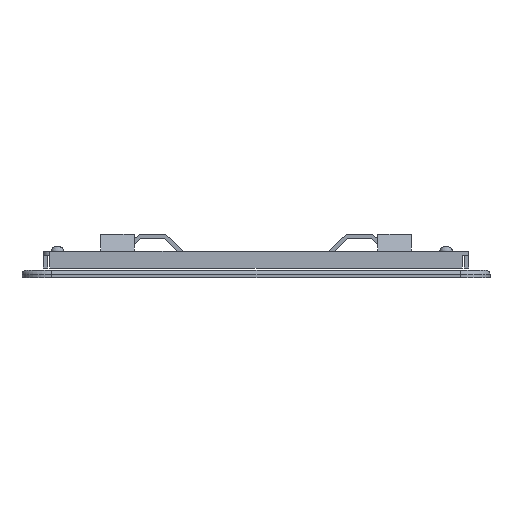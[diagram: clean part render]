
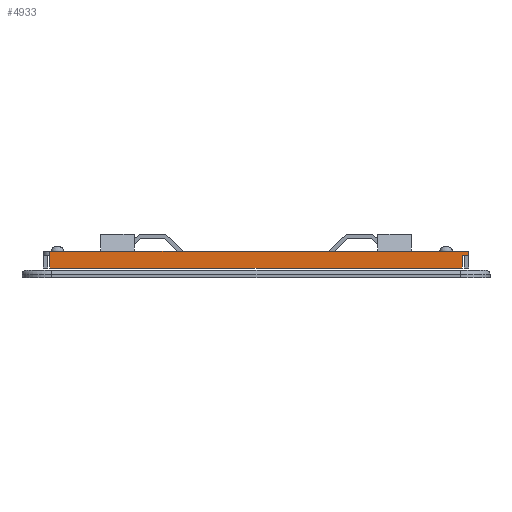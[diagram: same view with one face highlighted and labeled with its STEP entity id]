
A CAD part, left-side view. The second image highlights one B-rep face of the part: STEP entity #4933.
In plain terms, the highlighted planar face has unit normal (-1, 0, 0).
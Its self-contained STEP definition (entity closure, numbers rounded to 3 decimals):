
#1939 = PLANE('',#1940);
#1940 = AXIS2_PLACEMENT_3D('',#1941,#1942,#1943);
#1941 = CARTESIAN_POINT('',(0.,-0.127,1.));
#1942 = DIRECTION('',(-0.,-0.,-1.));
#1943 = DIRECTION('',(-1.,0.,0.));
#2175 = VERTEX_POINT('',#2176);
#2176 = CARTESIAN_POINT('',(-83.1,-50.3,1.));
#2190 = PLANE('',#2191);
#2191 = AXIS2_PLACEMENT_3D('',#2192,#2193,#2194);
#2192 = CARTESIAN_POINT('',(0.,-50.3,-0.974));
#2193 = DIRECTION('',(0.,-1.,0.));
#2194 = DIRECTION('',(0.,0.,-1.));
#2202 = EDGE_CURVE('',#2175,#2203,#2205,.T.);
#2203 = VERTEX_POINT('',#2204);
#2204 = CARTESIAN_POINT('',(-83.1,48.8,1.));
#2205 = SURFACE_CURVE('',#2206,(#2210,#2217),.PCURVE_S1.);
#2206 = LINE('',#2207,#2208);
#2207 = CARTESIAN_POINT('',(-83.1,-50.3,1.));
#2208 = VECTOR('',#2209,1.);
#2209 = DIRECTION('',(0.,1.,0.));
#2210 = PCURVE('',#1939,#2211);
#2211 = DEFINITIONAL_REPRESENTATION('',(#2212),#2216);
#2212 = LINE('',#2213,#2214);
#2213 = CARTESIAN_POINT('',(83.1,-50.173));
#2214 = VECTOR('',#2215,1.);
#2215 = DIRECTION('',(0.,1.));
#2216 = ( GEOMETRIC_REPRESENTATION_CONTEXT(2) 
PARAMETRIC_REPRESENTATION_CONTEXT() REPRESENTATION_CONTEXT('2D SPACE',''
  ) );
#2217 = PCURVE('',#2218,#2223);
#2218 = PLANE('',#2219);
#2219 = AXIS2_PLACEMENT_3D('',#2220,#2221,#2222);
#2220 = CARTESIAN_POINT('',(-83.1,-0.728,-0.978));
#2221 = DIRECTION('',(-1.,0.,0.));
#2222 = DIRECTION('',(0.,0.,-1.));
#2223 = DEFINITIONAL_REPRESENTATION('',(#2224),#2228);
#2224 = LINE('',#2225,#2226);
#2225 = CARTESIAN_POINT('',(-1.978,49.572));
#2226 = VECTOR('',#2227,1.);
#2227 = DIRECTION('',(0.,-1.));
#2228 = ( GEOMETRIC_REPRESENTATION_CONTEXT(2) 
PARAMETRIC_REPRESENTATION_CONTEXT() REPRESENTATION_CONTEXT('2D SPACE',''
  ) );
#2251 = CYLINDRICAL_SURFACE('',#2252,1.5);
#2252 = AXIS2_PLACEMENT_3D('',#2253,#2254,#2255);
#2253 = CARTESIAN_POINT('',(-81.6,48.8,0.));
#2254 = DIRECTION('',(-0.,-0.,-1.));
#2255 = DIRECTION('',(1.,0.,0.));
#4520 = PLANE('',#4521);
#4521 = AXIS2_PLACEMENT_3D('',#4522,#4523,#4524);
#4522 = CARTESIAN_POINT('',(0.,-0.127,0.));
#4523 = DIRECTION('',(-0.,-0.,-1.));
#4524 = DIRECTION('',(-1.,0.,0.));
#4673 = EDGE_CURVE('',#4674,#2175,#4676,.T.);
#4674 = VERTEX_POINT('',#4675);
#4675 = CARTESIAN_POINT('',(-83.1,-50.3,0.));
#4676 = SURFACE_CURVE('',#4677,(#4681,#4688),.PCURVE_S1.);
#4677 = LINE('',#4678,#4679);
#4678 = CARTESIAN_POINT('',(-83.1,-50.3,0.));
#4679 = VECTOR('',#4680,1.);
#4680 = DIRECTION('',(0.,0.,1.));
#4681 = PCURVE('',#2190,#4682);
#4682 = DEFINITIONAL_REPRESENTATION('',(#4683),#4687);
#4683 = LINE('',#4684,#4685);
#4684 = CARTESIAN_POINT('',(-0.974,-83.1));
#4685 = VECTOR('',#4686,1.);
#4686 = DIRECTION('',(-1.,0.));
#4687 = ( GEOMETRIC_REPRESENTATION_CONTEXT(2) 
PARAMETRIC_REPRESENTATION_CONTEXT() REPRESENTATION_CONTEXT('2D SPACE',''
  ) );
#4688 = PCURVE('',#2218,#4689);
#4689 = DEFINITIONAL_REPRESENTATION('',(#4690),#4694);
#4690 = LINE('',#4691,#4692);
#4691 = CARTESIAN_POINT('',(-0.978,49.572));
#4692 = VECTOR('',#4693,1.);
#4693 = DIRECTION('',(-1.,-0.));
#4694 = ( GEOMETRIC_REPRESENTATION_CONTEXT(2) 
PARAMETRIC_REPRESENTATION_CONTEXT() REPRESENTATION_CONTEXT('2D SPACE',''
  ) );
#4933 = ADVANCED_FACE('',(#4934),#2218,.T.);
#4934 = FACE_BOUND('',#4935,.T.);
#4935 = EDGE_LOOP('',(#4936,#4937,#4938,#4961,#4989,#5017,#5045));
#4936 = ORIENTED_EDGE('',*,*,#4673,.T.);
#4937 = ORIENTED_EDGE('',*,*,#2202,.T.);
#4938 = ORIENTED_EDGE('',*,*,#4939,.F.);
#4939 = EDGE_CURVE('',#4940,#2203,#4942,.T.);
#4940 = VERTEX_POINT('',#4941);
#4941 = CARTESIAN_POINT('',(-83.1,48.8,0.));
#4942 = SURFACE_CURVE('',#4943,(#4947,#4954),.PCURVE_S1.);
#4943 = LINE('',#4944,#4945);
#4944 = CARTESIAN_POINT('',(-83.1,48.8,0.));
#4945 = VECTOR('',#4946,1.);
#4946 = DIRECTION('',(0.,0.,1.));
#4947 = PCURVE('',#2218,#4948);
#4948 = DEFINITIONAL_REPRESENTATION('',(#4949),#4953);
#4949 = LINE('',#4950,#4951);
#4950 = CARTESIAN_POINT('',(-0.978,-49.528));
#4951 = VECTOR('',#4952,1.);
#4952 = DIRECTION('',(-1.,-0.));
#4953 = ( GEOMETRIC_REPRESENTATION_CONTEXT(2) 
PARAMETRIC_REPRESENTATION_CONTEXT() REPRESENTATION_CONTEXT('2D SPACE',''
  ) );
#4954 = PCURVE('',#2251,#4955);
#4955 = DEFINITIONAL_REPRESENTATION('',(#4956),#4960);
#4956 = LINE('',#4957,#4958);
#4957 = CARTESIAN_POINT('',(-3.142,0.));
#4958 = VECTOR('',#4959,1.);
#4959 = DIRECTION('',(-0.,-1.));
#4960 = ( GEOMETRIC_REPRESENTATION_CONTEXT(2) 
PARAMETRIC_REPRESENTATION_CONTEXT() REPRESENTATION_CONTEXT('2D SPACE',''
  ) );
#4961 = ORIENTED_EDGE('',*,*,#4962,.T.);
#4962 = EDGE_CURVE('',#4940,#4963,#4965,.T.);
#4963 = VERTEX_POINT('',#4964);
#4964 = CARTESIAN_POINT('',(-83.1,48.8,-3.));
#4965 = SURFACE_CURVE('',#4966,(#4970,#4977),.PCURVE_S1.);
#4966 = LINE('',#4967,#4968);
#4967 = CARTESIAN_POINT('',(-83.1,48.8,0.));
#4968 = VECTOR('',#4969,1.);
#4969 = DIRECTION('',(0.,0.,-1.));
#4970 = PCURVE('',#2218,#4971);
#4971 = DEFINITIONAL_REPRESENTATION('',(#4972),#4976);
#4972 = LINE('',#4973,#4974);
#4973 = CARTESIAN_POINT('',(-0.978,-49.528));
#4974 = VECTOR('',#4975,1.);
#4975 = DIRECTION('',(1.,0.));
#4976 = ( GEOMETRIC_REPRESENTATION_CONTEXT(2) 
PARAMETRIC_REPRESENTATION_CONTEXT() REPRESENTATION_CONTEXT('2D SPACE',''
  ) );
#4977 = PCURVE('',#4978,#4983);
#4978 = PLANE('',#4979);
#4979 = AXIS2_PLACEMENT_3D('',#4980,#4981,#4982);
#4980 = CARTESIAN_POINT('',(-83.1,48.8,0.));
#4981 = DIRECTION('',(0.,-1.,0.));
#4982 = DIRECTION('',(1.,0.,0.));
#4983 = DEFINITIONAL_REPRESENTATION('',(#4984),#4988);
#4984 = LINE('',#4985,#4986);
#4985 = CARTESIAN_POINT('',(0.,0.));
#4986 = VECTOR('',#4987,1.);
#4987 = DIRECTION('',(0.,-1.));
#4988 = ( GEOMETRIC_REPRESENTATION_CONTEXT(2) 
PARAMETRIC_REPRESENTATION_CONTEXT() REPRESENTATION_CONTEXT('2D SPACE',''
  ) );
#4989 = ORIENTED_EDGE('',*,*,#4990,.T.);
#4990 = EDGE_CURVE('',#4963,#4991,#4993,.T.);
#4991 = VERTEX_POINT('',#4992);
#4992 = CARTESIAN_POINT('',(-83.1,-48.8,-3.));
#4993 = SURFACE_CURVE('',#4994,(#4998,#5005),.PCURVE_S1.);
#4994 = LINE('',#4995,#4996);
#4995 = CARTESIAN_POINT('',(-83.1,48.8,-3.));
#4996 = VECTOR('',#4997,1.);
#4997 = DIRECTION('',(0.,-1.,0.));
#4998 = PCURVE('',#2218,#4999);
#4999 = DEFINITIONAL_REPRESENTATION('',(#5000),#5004);
#5000 = LINE('',#5001,#5002);
#5001 = CARTESIAN_POINT('',(2.022,-49.528));
#5002 = VECTOR('',#5003,1.);
#5003 = DIRECTION('',(0.,1.));
#5004 = ( GEOMETRIC_REPRESENTATION_CONTEXT(2) 
PARAMETRIC_REPRESENTATION_CONTEXT() REPRESENTATION_CONTEXT('2D SPACE',''
  ) );
#5005 = PCURVE('',#5006,#5011);
#5006 = PLANE('',#5007);
#5007 = AXIS2_PLACEMENT_3D('',#5008,#5009,#5010);
#5008 = CARTESIAN_POINT('',(-82.6,0.,-3.));
#5009 = DIRECTION('',(0.,0.,1.));
#5010 = DIRECTION('',(1.,0.,0.));
#5011 = DEFINITIONAL_REPRESENTATION('',(#5012),#5016);
#5012 = LINE('',#5013,#5014);
#5013 = CARTESIAN_POINT('',(-0.5,48.8));
#5014 = VECTOR('',#5015,1.);
#5015 = DIRECTION('',(0.,-1.));
#5016 = ( GEOMETRIC_REPRESENTATION_CONTEXT(2) 
PARAMETRIC_REPRESENTATION_CONTEXT() REPRESENTATION_CONTEXT('2D SPACE',''
  ) );
#5017 = ORIENTED_EDGE('',*,*,#5018,.F.);
#5018 = EDGE_CURVE('',#5019,#4991,#5021,.T.);
#5019 = VERTEX_POINT('',#5020);
#5020 = CARTESIAN_POINT('',(-83.1,-48.8,0.));
#5021 = SURFACE_CURVE('',#5022,(#5026,#5033),.PCURVE_S1.);
#5022 = LINE('',#5023,#5024);
#5023 = CARTESIAN_POINT('',(-83.1,-48.8,0.));
#5024 = VECTOR('',#5025,1.);
#5025 = DIRECTION('',(0.,0.,-1.));
#5026 = PCURVE('',#2218,#5027);
#5027 = DEFINITIONAL_REPRESENTATION('',(#5028),#5032);
#5028 = LINE('',#5029,#5030);
#5029 = CARTESIAN_POINT('',(-0.978,48.072));
#5030 = VECTOR('',#5031,1.);
#5031 = DIRECTION('',(1.,0.));
#5032 = ( GEOMETRIC_REPRESENTATION_CONTEXT(2) 
PARAMETRIC_REPRESENTATION_CONTEXT() REPRESENTATION_CONTEXT('2D SPACE',''
  ) );
#5033 = PCURVE('',#5034,#5039);
#5034 = PLANE('',#5035);
#5035 = AXIS2_PLACEMENT_3D('',#5036,#5037,#5038);
#5036 = CARTESIAN_POINT('',(-82.1,-48.8,0.));
#5037 = DIRECTION('',(0.,1.,0.));
#5038 = DIRECTION('',(-1.,0.,0.));
#5039 = DEFINITIONAL_REPRESENTATION('',(#5040),#5044);
#5040 = LINE('',#5041,#5042);
#5041 = CARTESIAN_POINT('',(1.,0.));
#5042 = VECTOR('',#5043,1.);
#5043 = DIRECTION('',(0.,-1.));
#5044 = ( GEOMETRIC_REPRESENTATION_CONTEXT(2) 
PARAMETRIC_REPRESENTATION_CONTEXT() REPRESENTATION_CONTEXT('2D SPACE',''
  ) );
#5045 = ORIENTED_EDGE('',*,*,#5046,.F.);
#5046 = EDGE_CURVE('',#4674,#5019,#5047,.T.);
#5047 = SURFACE_CURVE('',#5048,(#5052,#5059),.PCURVE_S1.);
#5048 = LINE('',#5049,#5050);
#5049 = CARTESIAN_POINT('',(-83.1,-50.3,0.));
#5050 = VECTOR('',#5051,1.);
#5051 = DIRECTION('',(0.,1.,0.));
#5052 = PCURVE('',#2218,#5053);
#5053 = DEFINITIONAL_REPRESENTATION('',(#5054),#5058);
#5054 = LINE('',#5055,#5056);
#5055 = CARTESIAN_POINT('',(-0.978,49.572));
#5056 = VECTOR('',#5057,1.);
#5057 = DIRECTION('',(0.,-1.));
#5058 = ( GEOMETRIC_REPRESENTATION_CONTEXT(2) 
PARAMETRIC_REPRESENTATION_CONTEXT() REPRESENTATION_CONTEXT('2D SPACE',''
  ) );
#5059 = PCURVE('',#4520,#5060);
#5060 = DEFINITIONAL_REPRESENTATION('',(#5061),#5065);
#5061 = LINE('',#5062,#5063);
#5062 = CARTESIAN_POINT('',(83.1,-50.173));
#5063 = VECTOR('',#5064,1.);
#5064 = DIRECTION('',(0.,1.));
#5065 = ( GEOMETRIC_REPRESENTATION_CONTEXT(2) 
PARAMETRIC_REPRESENTATION_CONTEXT() REPRESENTATION_CONTEXT('2D SPACE',''
  ) );
